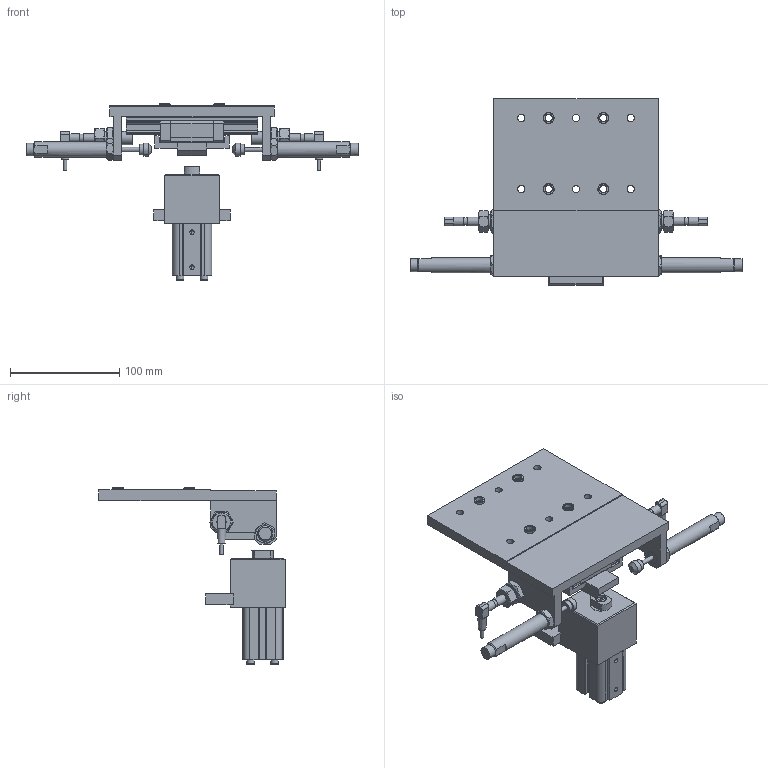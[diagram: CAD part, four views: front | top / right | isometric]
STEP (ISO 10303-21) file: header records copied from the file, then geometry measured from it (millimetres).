
FILE_DESCRIPTION((''),'2;1');
FILE_NAME('MSL90-ZP.stp','2012-11-27T13:50:27',('hartung_david'),(''),'Autodesk Inventor 2012','Autodesk Inventor 2012','');
FILE_SCHEMA(('AUTOMOTIVE_DESIGN { 1 0 10303 214 1 1 1 1 }'));
Length unit declared in the file: millimetre
Products named in the file (6): MSL90-ZP; MSL90-ZP-040; MSL90-ZP-030; MSL90-ZP-020; MSL90-ZP-010; Stoßdämpfer MSL-S5-1
Assembly tree (6 placements, depth 2):
  MSL90-ZP
    MSL90-ZP-040
    MSL90-ZP-030
    MSL90-ZP-020
    MSL90-ZP-010
    Stoßdämpfer MSL-S5-1  x2
Bounding box: 303.4 x 170.09 x 161.4 mm (x, y, z)
Volume: 566071.5 mm3; surface area: 145836.6 mm2
Topology: 16 solids, 48 shells, 754 faces, 1776 edges, 1149 vertices
Faces by surface type: plane 407, cylinder 210, cone 130, torus 7
Full cylindrical faces by diameter (mm): 1 x2, 3 x2, 3.242 x4, 4 x14, 4.134 x6, 4.4 x2, 4.917 x2, 5 x1, 5.5 x1, 6.6 x12, 6.647 x4, 7 x8, 7.4 x2, 8 x6, 8.5 x5, 9.9 x2, 10 x13, 11.7 x2, 11.93 x2, 12 x6, 12.376 x2, 14 x4, 20 x2
Entity records: 20157 total; most frequent: CARTESIAN_POINT 4008, DIRECTION 3169, ORIENTED_EDGE 2844, EDGE_CURVE 1422, AXIS2_PLACEMENT_3D 1187, VERTEX_POINT 1013, EDGE_LOOP 974, VECTOR 795
